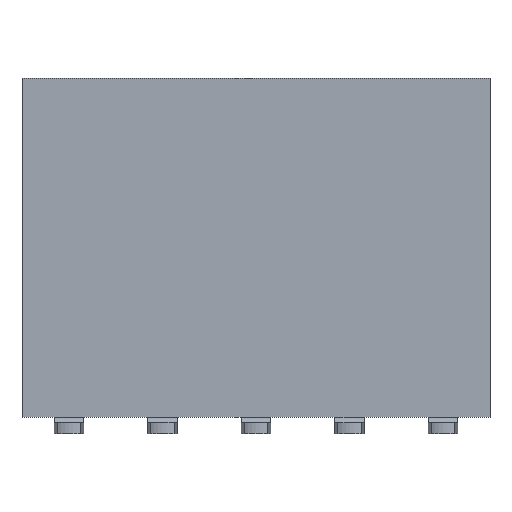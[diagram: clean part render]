
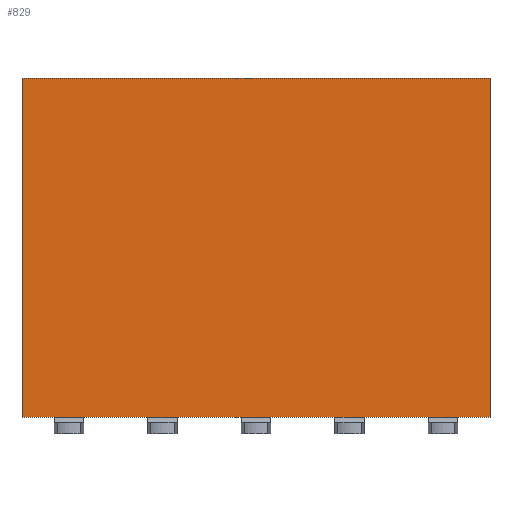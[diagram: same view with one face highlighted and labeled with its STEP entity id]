
A CAD part, left-side view. The second image highlights one B-rep face of the part: STEP entity #829.
In plain terms, the highlighted planar face has unit normal (-1, 0, 0).
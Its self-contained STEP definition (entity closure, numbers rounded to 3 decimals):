
#13=DIRECTION('',(0.,0.,1.));
#27=VECTOR('',#13,1.);
#51=VERTEX_POINT('',#52);
#52=CARTESIAN_POINT('',(-1.27,-3.175,0.225));
#57=DIRECTION('',(1.,0.,0.));
#59=EDGE_CURVE('',#51,#60,#62,.T.);
#60=VERTEX_POINT('',#61);
#61=CARTESIAN_POINT('',(-1.27,-3.175,4.825));
#62=LINE('',#52,#27);
#98=VERTEX_POINT('',#99);
#99=CARTESIAN_POINT('',(-1.27,3.175,4.825));
#102=EDGE_CURVE('',#103,#98,#105,.T.);
#103=VERTEX_POINT('',#104);
#104=CARTESIAN_POINT('',(-1.27,3.175,0.225));
#105=LINE('',#104,#27);
#125=DIRECTION('',(0.,-1.,0.));
#141=EDGE_CURVE('',#98,#60,#142,.T.);
#142=LINE('',#99,#143);
#143=VECTOR('',#125,1.);
#381=ORIENTED_EDGE('',*,*,#382,.F.);
#382=EDGE_CURVE('',#103,#51,#383,.T.);
#383=LINE('',#104,#143);
#829=ADVANCED_FACE('',(#830),#835,.F.);
#830=FACE_BOUND('',#831,.F.);
#831=EDGE_LOOP('',(#832,#833,#834,#381));
#832=ORIENTED_EDGE('',*,*,#102,.T.);
#833=ORIENTED_EDGE('',*,*,#141,.T.);
#834=ORIENTED_EDGE('',*,*,#59,.F.);
#835=PLANE('',#836);
#836=AXIS2_PLACEMENT_3D('',#104,#57,#125);
